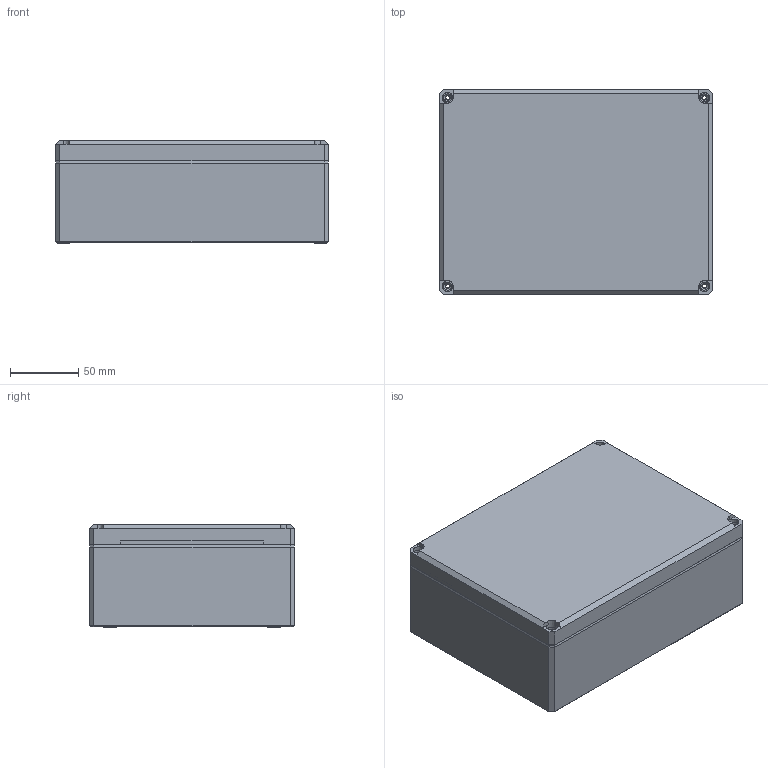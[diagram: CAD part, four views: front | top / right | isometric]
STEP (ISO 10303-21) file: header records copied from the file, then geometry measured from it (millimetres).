
FILE_DESCRIPTION((''),'2;1');
FILE_NAME('DABP152008G_ASM','2008-12-18T',('pasi_koskela'),(''),'PRO/ENGINEER BY PARAMETRIC TECHNOLOGY CORPORATION, 2008250','PRO/ENGINEER BY PARAMETRIC TECHNOLOGY CORPORATION, 2008250','');
FILE_SCHEMA(('AUTOMOTIVE_DESIGN_CC2 { 1 2 10303 214 -1 1 5 2 }'));
Length unit declared in the file: millimetre
Products named in the file (3): DABP152006B; DABG152002L; DABP152008G_ASM
Assembly tree (2 placements, depth 2):
  DABP152008G_ASM
    DABP152006B
    DABG152002L
Bounding box: 200 x 150 x 76 mm (x, y, z)
Volume: 349667.3 mm3; surface area: 244792 mm2
Topology: 2 solids, 2 shells, 854 faces, 2139 edges, 1346 vertices
Faces by surface type: plane 322, cylinder 192, cone 152, bspline 100, torus 80, sphere 8
Entity records: 38771 total; most frequent: CARTESIAN_POINT 14918, ORIENTED_EDGE 4278, DIRECTION 3881, EDGE_CURVE 2139, AXIS2_PLACEMENT_3D 1431, VERTEX_POINT 1346, PRESENTATION_STYLE_ASSIGNMENT 1276, STYLED_ITEM 1276
